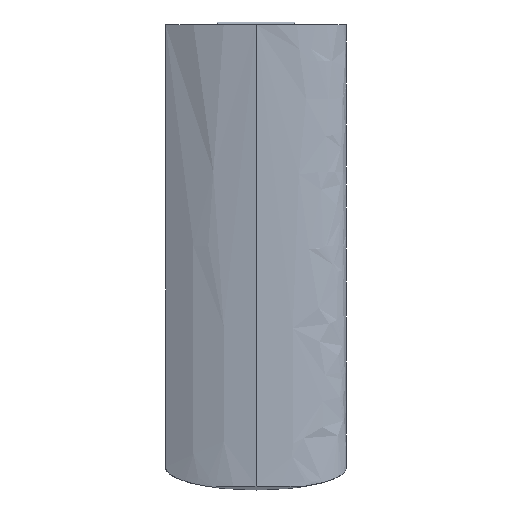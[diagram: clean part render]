
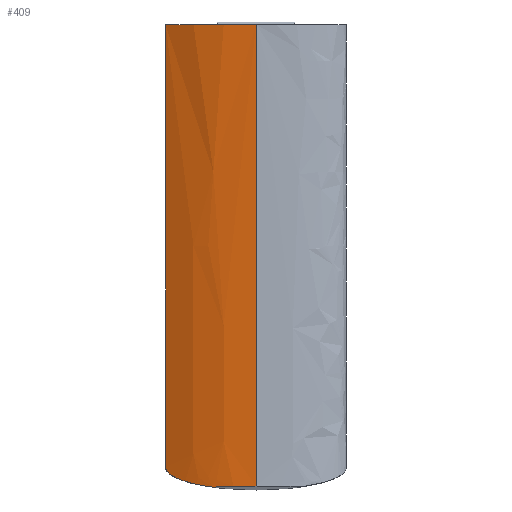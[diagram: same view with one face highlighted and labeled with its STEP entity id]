
A CAD part, top view. The second image highlights one B-rep face of the part: STEP entity #409.
In plain terms, the highlighted face is a extrusion surface.
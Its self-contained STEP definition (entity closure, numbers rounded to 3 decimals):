
#21=CARTESIAN_POINT('',(0.,90.,11.));
#23=CARTESIAN_POINT('',(0.,90.,11.));
#24=CARTESIAN_POINT('',(-12.938,90.,9.936));
#25=CARTESIAN_POINT('',(-24.604,90.,6.269));
#26=CARTESIAN_POINT('',(-35.,90.,0.));
#141=DIRECTION('',(0.,-1.,0.));
#142=VECTOR('',#141,171.212);
#143=CARTESIAN_POINT('',(-35.,90.,0.));
#144=LINE('',#143,#142);
#145=CARTESIAN_POINT('',(-35.,-81.212,0.));
#146=CARTESIAN_POINT('',(-35.,-81.357,0.));
#147=CARTESIAN_POINT('',(-34.973,-81.655,
0.016));
#148=CARTESIAN_POINT('',(-34.818,-82.152,
0.109));
#149=CARTESIAN_POINT('',(-34.555,-82.637,
0.266));
#150=CARTESIAN_POINT('',(-34.182,-83.122,
0.487));
#151=CARTESIAN_POINT('',(-33.709,-83.593,
0.762));
#152=CARTESIAN_POINT('',(-33.141,-84.051,1.087));
#153=CARTESIAN_POINT('',(-32.484,-84.495,1.454));
#154=CARTESIAN_POINT('',(-31.746,-84.922,1.857));
#155=CARTESIAN_POINT('',(-30.928,-85.335,2.291));
#156=CARTESIAN_POINT('',(-30.031,-85.734,2.752));
#157=CARTESIAN_POINT('',(-29.048,-86.122,3.241));
#158=CARTESIAN_POINT('',(-27.967,-86.503,3.758));
#159=CARTESIAN_POINT('',(-26.769,-86.881,4.306));
#160=CARTESIAN_POINT('',(-25.462,-87.249,4.876));
#161=CARTESIAN_POINT('',(-24.073,-87.598,5.45));
#162=CARTESIAN_POINT('',(-22.583,-87.932,6.031));
#163=CARTESIAN_POINT('',(-20.94,-88.261,6.632));
#164=CARTESIAN_POINT('',(-19.096,-88.585,7.256));
#165=CARTESIAN_POINT('',(-17.691,-88.798,7.691));
#166=CARTESIAN_POINT('',(-16.946,-88.901,7.909));
#168=DIRECTION('',(0.,-1.,0.));
#169=VECTOR('',#168,178.472);
#170=CARTESIAN_POINT('',(0.,90.,11.));
#171=LINE('',#170,#169);
#172=CARTESIAN_POINT('',(-16.946,-88.901,7.909));
#173=CARTESIAN_POINT('',(-15.584,-88.846,8.307));
#174=CARTESIAN_POINT('',(-12.835,-88.745,9.031));
#175=CARTESIAN_POINT('',(-8.644,-88.624,9.904));
#176=CARTESIAN_POINT('',(-4.375,-88.532,10.57));
#177=CARTESIAN_POINT('',(-1.468,-88.489,10.879));
#178=CARTESIAN_POINT('',(0.,-88.472,11.));
#235=VERTEX_POINT('',#21);
#236=VERTEX_POINT('',#26);
#251=CARTESIAN_POINT('',(0.,-88.472,11.));
#252=VERTEX_POINT('',#251);
#256=VERTEX_POINT('',#145);
#257=VERTEX_POINT('',#166);
#392=CARTESIAN_POINT('',(0.369,90.,11.03));
#393=CARTESIAN_POINT('',(-12.716,90.,10.005));
#394=CARTESIAN_POINT('',(-24.624,90.,6.291));
#395=CARTESIAN_POINT('',(-35.211,90.,-0.128));
#396=CARTESIAN_POINT('',(-35.317,90.,-0.192));
#398=DIRECTION('',(0.,-1.,0.));
#399=VECTOR('',#398,1.);
#400=SURFACE_OF_LINEAR_EXTRUSION('',#397,#399);
#401=ORIENTED_EDGE('',*,*,#344,.F.);
#402=ORIENTED_EDGE('',*,*,#387,.F.);
#403=ORIENTED_EDGE('',*,*,#276,.F.);
#404=ORIENTED_EDGE('',*,*,#307,.T.);
#406=ORIENTED_EDGE('',*,*,#405,.F.);
#407=EDGE_LOOP('',(#401,#402,#403,#404,#406));
#408=FACE_OUTER_BOUND('',#407,.F.);
#409=ADVANCED_FACE('',(#408),#400,.T.);
#27=B_SPLINE_CURVE_WITH_KNOTS('',3,(#23,#24,#25,#26),.UNSPECIFIED.,.F.,.F.,(4,
4),(0.,1.),.UNSPECIFIED.);
#167=B_SPLINE_CURVE_WITH_KNOTS('',3,(#145,#146,#147,#148,#149,#150,#151,#152,
#153,#154,#155,#156,#157,#158,#159,#160,#161,#162,#163,#164,#165,#166),
.UNSPECIFIED.,.F.,.F.,(4,1,1,1,1,1,1,1,1,1,1,1,1,1,1,1,1,1,1,4),(0.,
0.053,0.105,0.158,0.211,
0.263,0.316,0.368,0.421,
0.474,0.526,0.579,0.632,
0.684,0.737,0.789,0.842,
0.895,0.947,1.),.UNSPECIFIED.);
#179=B_SPLINE_CURVE_WITH_KNOTS('',3,(#172,#173,#174,#175,#176,#177,#178),
.UNSPECIFIED.,.F.,.F.,(4,1,1,1,4),(0.,0.25,0.5,0.75,1.),
.UNSPECIFIED.);
#276=EDGE_CURVE('',#235,#236,#27,.T.);
#307=EDGE_CURVE('',#235,#252,#171,.T.);
#344=EDGE_CURVE('',#256,#257,#167,.T.);
#387=EDGE_CURVE('',#236,#256,#144,.T.);
#397=B_SPLINE_CURVE_WITH_KNOTS('',3,(#392,#393,#394,#395,#396),.UNSPECIFIED.,
.F.,.F.,(4,1,4),(0.,0.99,1.),.UNSPECIFIED.);
#405=EDGE_CURVE('',#257,#252,#179,.T.);
